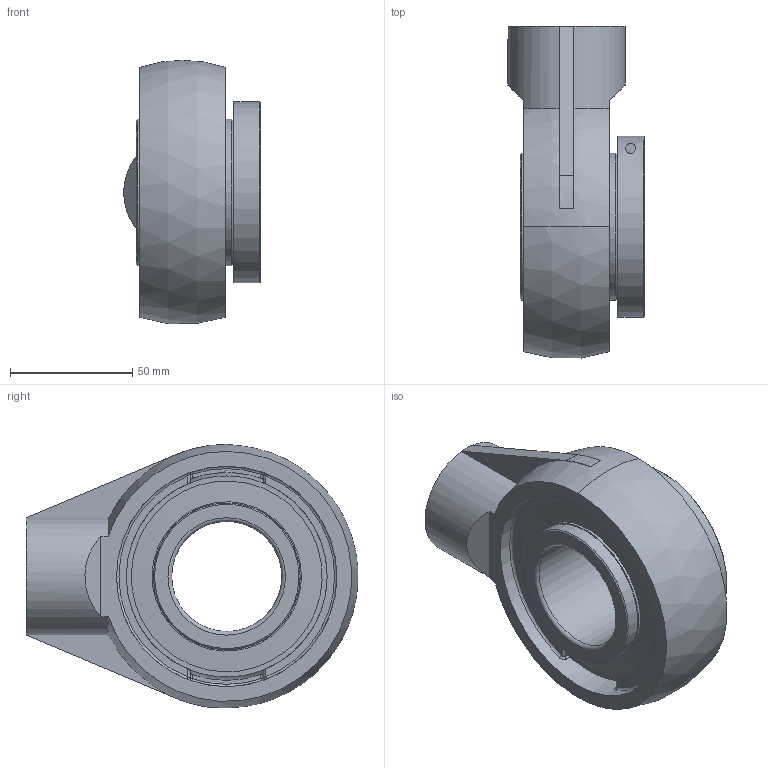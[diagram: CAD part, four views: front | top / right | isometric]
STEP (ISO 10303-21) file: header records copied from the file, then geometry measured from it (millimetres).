
FILE_DESCRIPTION(('HOOPS Exchange Step'),'2;1');
FILE_NAME('export-F9EBBB5E-1F1E-4DEF-BF27-C08EADB3ECB1.stp','2020-05-27T10:04:13-07:00',('dkerr'),('Alibre'),'HOOPS Exchange 2020.0','Alibre','Unknown authorisation');
FILE_SCHEMA( ('AP242_MANAGED_MODEL_BASED_3D_ENGINEERING_MIM_LF {1 0 10303 442 1 1 4 }') );
Length unit declared in the file: inch
Products named in the file (8): MRN SHAM L4L 209; MRN SUE 209 L4L (45mm) (Race); MRN SUE 209 L4L (Ball); MRN SUE 209 L4L (Lock Ring); MRN SUE 209 L4L (Shield); MRN SUE 209 L4L (Bolt); MRN SUE 209 L4L (45mm); MRN SUESHAM 209 L4L (45mm)
Assembly tree (8 placements, depth 3):
  MRN SUESHAM 209 L4L (45mm)
    MRN SHAM L4L 209
    MRN SUE 209 L4L (45mm)
      MRN SUE 209 L4L (45mm) (Race)
      MRN SUE 209 L4L (Ball)
      MRN SUE 209 L4L (Lock Ring)
      MRN SUE 209 L4L (Shield)  x2
      MRN SUE 209 L4L (Bolt)
Bounding box: 55.68 x 135.62 x 107.66 mm (x, y, z)
Volume: 250907.1 mm3; surface area: 90419.9 mm2
Topology: 16 solids, 16 shells, 203 faces, 565 edges, 375 vertices
Faces by surface type: plane 72, cylinder 53, cone 32, torus 24, sphere 18, bspline 4
Full cylindrical faces by diameter (mm): 4.134 x1, 4.137 x1, 5.8 x1, 8.5 x1, 25.4 x1, 45 x1, 60 x4, 61.016 x2, 76 x2, 78 x2, 88.104 x1, 90.104 x1, 95.22 x1
Entity records: 10328 total; most frequent: CARTESIAN_POINT 5086, DIRECTION 1110, ORIENTED_EDGE 1040, EDGE_CURVE 520, AXIS2_PLACEMENT_3D 459, VERTEX_POINT 361, CIRCLE 241, EDGE_LOOP 215
